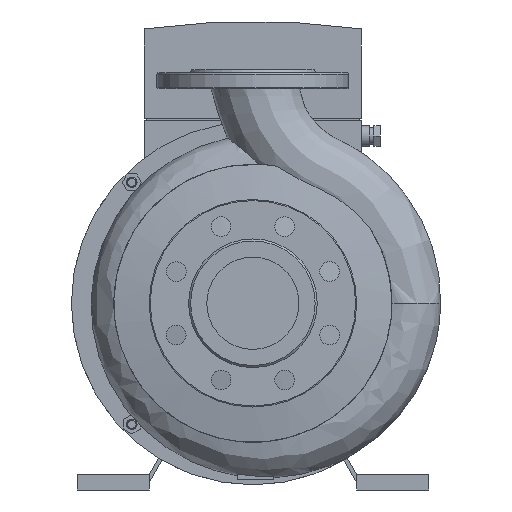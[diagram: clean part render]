
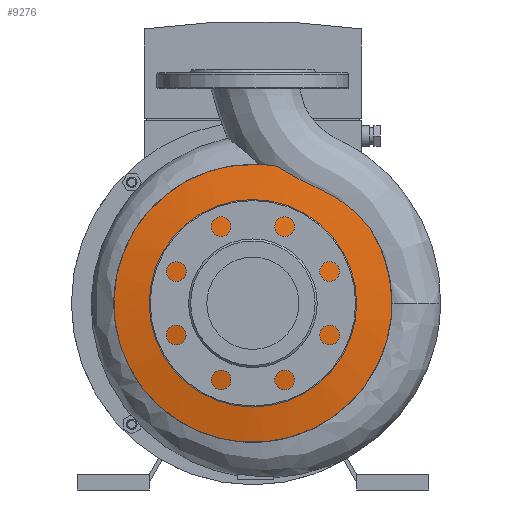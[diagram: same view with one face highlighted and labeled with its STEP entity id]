
A CAD part, left-side view. The second image highlights one B-rep face of the part: STEP entity #9276.
In plain terms, the highlighted conical face has half-angle 80.023 degrees and reference radius 97.005 mm.
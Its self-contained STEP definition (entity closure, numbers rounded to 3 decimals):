
#41=CONICAL_SURFACE('',#10178,97.005,1.397);
#361=FACE_BOUND('',#2248,.T.);
#755=CIRCLE('',#10179,134.06);
#756=CIRCLE('',#10180,59.95);
#1586=FACE_OUTER_BOUND('',#2247,.T.);
#2247=EDGE_LOOP('',(#8570,#8571));
#2248=EDGE_LOOP('',(#8572));
#2350=B_SPLINE_CURVE_WITH_KNOTS('',3,(#18366,#18367,#18368,#18369,#18370,
#18371,#18372,#18373,#18374,#18375,#18376,#18377,#18378,#18379,#18380,#18381,
#18382,#18383,#18384,#18385,#18386,#18387,#18388,#18389,#18390,#18391,#18392,
#18393,#18394,#18395,#18396,#18397,#18398,#18399,#18400,#18401,#18402,#18403,
#18404,#18405,#18406,#18407,#18408,#18409,#18410,#18411,#18412,#18413,#18414,
#18415,#18416,#18417,#18418,#18419,#18420),.UNSPECIFIED.,.F.,.F.,(4,3,3,
3,3,3,3,3,3,3,3,3,3,3,3,3,3,3,4),(11.796,14.483,15.332,
17.269,20.842,22.203,23.309,23.862,
24.138,24.241,24.325,24.415,25.446,
26.093,26.215,26.304,26.695,26.74,
26.954),.UNSPECIFIED.);
#4780=VERTEX_POINT('',#18358);
#4781=VERTEX_POINT('',#18365);
#4791=VERTEX_POINT('',#18498);
#6048=EDGE_CURVE('',#4781,#4780,#2350,.T.);
#6064=EDGE_CURVE('',#4780,#4781,#755,.T.);
#6065=EDGE_CURVE('',#4791,#4791,#756,.T.);
#8570=ORIENTED_EDGE('',*,*,#6048,.T.);
#8571=ORIENTED_EDGE('',*,*,#6064,.T.);
#8572=ORIENTED_EDGE('',*,*,#6065,.F.);
#9276=ADVANCED_FACE('',(#1586,#361),#41,.T.);
#10178=AXIS2_PLACEMENT_3D('',#18496,#12721,#12722);
#10179=AXIS2_PLACEMENT_3D('',#18497,#12723,#12724);
#10180=AXIS2_PLACEMENT_3D('',#18499,#12725,#12726);
#12721=DIRECTION('center_axis',(1.,0.,0.));
#12722=DIRECTION('ref_axis',(0.,0.,1.));
#12723=DIRECTION('center_axis',(-1.,0.,0.));
#12724=DIRECTION('ref_axis',(0.,0.,1.));
#12725=DIRECTION('center_axis',(-1.,0.,0.));
#12726=DIRECTION('ref_axis',(0.,0.,1.));
#18358=CARTESIAN_POINT('',(-36.963,-22.612,312.139));
#18365=CARTESIAN_POINT('',(-36.963,-112.533,252.859));
#18366=CARTESIAN_POINT('Ctrl Pts',(-36.963,-112.533,252.859));
#18367=CARTESIAN_POINT('Ctrl Pts',(-37.04,-109.63,
256.537));
#18368=CARTESIAN_POINT('Ctrl Pts',(-37.118,-106.528,
260.059));
#18369=CARTESIAN_POINT('Ctrl Pts',(-37.198,-103.242,
263.405));
#18370=CARTESIAN_POINT('Ctrl Pts',(-37.224,-102.204,
264.461));
#18371=CARTESIAN_POINT('Ctrl Pts',(-37.249,-101.147,
265.5));
#18372=CARTESIAN_POINT('Ctrl Pts',(-37.274,-100.073,
266.521));
#18373=CARTESIAN_POINT('Ctrl Pts',(-37.333,-97.62,
268.852));
#18374=CARTESIAN_POINT('Ctrl Pts',(-37.393,-95.067,
271.082));
#18375=CARTESIAN_POINT('Ctrl Pts',(-37.456,-92.424,
273.204));
#18376=CARTESIAN_POINT('Ctrl Pts',(-37.57,-87.551,
277.118));
#18377=CARTESIAN_POINT('Ctrl Pts',(-37.69,-82.394,
280.656));
#18378=CARTESIAN_POINT('Ctrl Pts',(-37.807,-76.999,283.823));
#18379=CARTESIAN_POINT('Ctrl Pts',(-37.852,-74.944,
285.03));
#18380=CARTESIAN_POINT('Ctrl Pts',(-37.897,-72.85,286.185));
#18381=CARTESIAN_POINT('Ctrl Pts',(-37.941,-70.738,
287.279));
#18382=CARTESIAN_POINT('Ctrl Pts',(-37.976,-69.023,
288.168));
#18383=CARTESIAN_POINT('Ctrl Pts',(-38.011,-67.294,
289.019));
#18384=CARTESIAN_POINT('Ctrl Pts',(-38.045,-65.545,
289.837));
#18385=CARTESIAN_POINT('Ctrl Pts',(-38.062,-64.671,
290.246));
#18386=CARTESIAN_POINT('Ctrl Pts',(-38.079,-63.792,
290.646));
#18387=CARTESIAN_POINT('Ctrl Pts',(-38.096,-62.907,
291.04));
#18388=CARTESIAN_POINT('Ctrl Pts',(-38.104,-62.464,
291.236));
#18389=CARTESIAN_POINT('Ctrl Pts',(-38.112,-62.02,
291.431));
#18390=CARTESIAN_POINT('Ctrl Pts',(-38.12,-61.575,
291.624));
#18391=CARTESIAN_POINT('Ctrl Pts',(-38.123,-61.409,
291.696));
#18392=CARTESIAN_POINT('Ctrl Pts',(-38.126,-61.243,
291.768));
#18393=CARTESIAN_POINT('Ctrl Pts',(-38.129,-61.076,
291.839));
#18394=CARTESIAN_POINT('Ctrl Pts',(-38.132,-60.94,
291.898));
#18395=CARTESIAN_POINT('Ctrl Pts',(-38.134,-60.796,
291.959));
#18396=CARTESIAN_POINT('Ctrl Pts',(-38.137,-60.64,
292.026));
#18397=CARTESIAN_POINT('Ctrl Pts',(-38.14,-60.474,
292.097));
#18398=CARTESIAN_POINT('Ctrl Pts',(-38.143,-60.295,
292.172));
#18399=CARTESIAN_POINT('Ctrl Pts',(-38.147,-60.105,
292.253));
#18400=CARTESIAN_POINT('Ctrl Pts',(-38.186,-57.904,
293.18));
#18401=CARTESIAN_POINT('Ctrl Pts',(-38.236,-54.129,
294.813));
#18402=CARTESIAN_POINT('Ctrl Pts',(-38.193,-49.378,
297.084));
#18403=CARTESIAN_POINT('Ctrl Pts',(-38.165,-46.394,
298.51));
#18404=CARTESIAN_POINT('Ctrl Pts',(-38.1,-43.026,
300.189));
#18405=CARTESIAN_POINT('Ctrl Pts',(-37.972,-39.426,
302.116));
#18406=CARTESIAN_POINT('Ctrl Pts',(-37.948,-38.748,
302.479));
#18407=CARTESIAN_POINT('Ctrl Pts',(-37.922,-38.062,302.851));
#18408=CARTESIAN_POINT('Ctrl Pts',(-37.893,-37.368,
303.232));
#18409=CARTESIAN_POINT('Ctrl Pts',(-37.872,-36.861,
303.511));
#18410=CARTESIAN_POINT('Ctrl Pts',(-37.85,-36.351,303.793));
#18411=CARTESIAN_POINT('Ctrl Pts',(-37.826,-35.823,
304.088));
#18412=CARTESIAN_POINT('Ctrl Pts',(-37.72,-33.513,
305.381));
#18413=CARTESIAN_POINT('Ctrl Pts',(-37.578,-30.935,
306.88));
#18414=CARTESIAN_POINT('Ctrl Pts',(-37.393,-28.204,
308.56));
#18415=CARTESIAN_POINT('Ctrl Pts',(-37.371,-27.885,308.756));
#18416=CARTESIAN_POINT('Ctrl Pts',(-37.349,-27.565,
308.954));
#18417=CARTESIAN_POINT('Ctrl Pts',(-37.326,-27.243,
309.154));
#18418=CARTESIAN_POINT('Ctrl Pts',(-37.219,-25.733,
310.094));
#18419=CARTESIAN_POINT('Ctrl Pts',(-37.098,-24.183,
311.09));
#18420=CARTESIAN_POINT('Ctrl Pts',(-36.963,-22.612,312.139));
#18496=CARTESIAN_POINT('Origin',(-43.482,0.,180.));
#18497=CARTESIAN_POINT('Origin',(-36.963,0.,180.));
#18498=CARTESIAN_POINT('',(-50.,0.,239.95));
#18499=CARTESIAN_POINT('Origin',(-50.,0.,180.));
